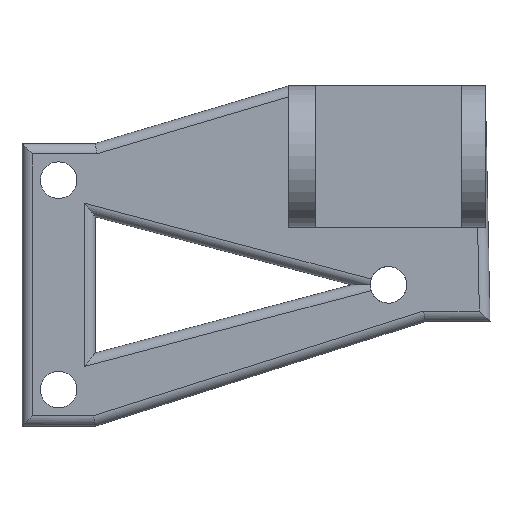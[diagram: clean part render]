
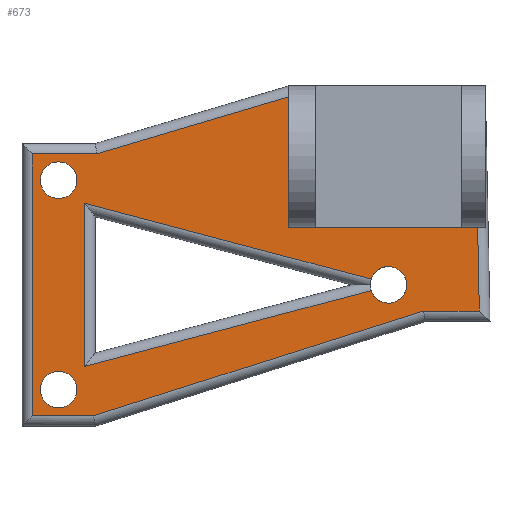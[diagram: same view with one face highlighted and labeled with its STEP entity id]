
A CAD part, top view. The second image highlights one B-rep face of the part: STEP entity #673.
In plain terms, the highlighted planar face has unit normal (0, 0, 1).
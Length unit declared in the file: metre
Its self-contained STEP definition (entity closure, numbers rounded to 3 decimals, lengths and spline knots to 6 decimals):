
#46=CIRCLE('',#738,0.00175);
#47=CIRCLE('',#740,0.00175);
#48=CIRCLE('',#744,0.00175);
#183=ORIENTED_EDGE('',*,*,#312,.T.);
#184=ORIENTED_EDGE('',*,*,#313,.T.);
#185=ORIENTED_EDGE('',*,*,#246,.F.);
#186=ORIENTED_EDGE('',*,*,#258,.T.);
#187=ORIENTED_EDGE('',*,*,#314,.T.);
#188=ORIENTED_EDGE('',*,*,#315,.T.);
#189=ORIENTED_EDGE('',*,*,#316,.T.);
#190=ORIENTED_EDGE('',*,*,#317,.T.);
#191=ORIENTED_EDGE('',*,*,#318,.T.);
#192=ORIENTED_EDGE('',*,*,#319,.T.);
#193=ORIENTED_EDGE('',*,*,#320,.T.);
#194=ORIENTED_EDGE('',*,*,#306,.T.);
#195=ORIENTED_EDGE('',*,*,#321,.T.);
#196=ORIENTED_EDGE('',*,*,#305,.T.);
#197=ORIENTED_EDGE('',*,*,#311,.T.);
#246=EDGE_CURVE('',#336,#337,#396,.T.);
#258=EDGE_CURVE('',#336,#346,#402,.T.);
#305=EDGE_CURVE('',#378,#378,#46,.T.);
#306=EDGE_CURVE('',#379,#380,#47,.T.);
#311=EDGE_CURVE('',#382,#382,#48,.T.);
#312=EDGE_CURVE('',#383,#384,#441,.T.);
#313=EDGE_CURVE('',#384,#337,#442,.T.);
#314=EDGE_CURVE('',#346,#385,#443,.T.);
#315=EDGE_CURVE('',#385,#386,#444,.F.);
#316=EDGE_CURVE('',#386,#387,#445,.T.);
#317=EDGE_CURVE('',#387,#388,#446,.T.);
#318=EDGE_CURVE('',#388,#383,#447,.F.);
#319=EDGE_CURVE('',#389,#390,#448,.T.);
#320=EDGE_CURVE('',#390,#379,#449,.F.);
#321=EDGE_CURVE('',#380,#389,#450,.F.);
#336=VERTEX_POINT('',#975);
#337=VERTEX_POINT('',#977);
#346=VERTEX_POINT('',#1001);
#378=VERTEX_POINT('',#1101);
#379=VERTEX_POINT('',#1104);
#380=VERTEX_POINT('',#1105);
#382=VERTEX_POINT('',#1121);
#383=VERTEX_POINT('',#1124);
#384=VERTEX_POINT('',#1125);
#385=VERTEX_POINT('',#1128);
#386=VERTEX_POINT('',#1130);
#387=VERTEX_POINT('',#1132);
#388=VERTEX_POINT('',#1134);
#389=VERTEX_POINT('',#1137);
#390=VERTEX_POINT('',#1138);
#396=LINE('',#976,#456);
#402=LINE('',#1000,#462);
#441=LINE('',#1123,#501);
#442=LINE('',#1126,#502);
#443=LINE('',#1127,#503);
#444=LINE('',#1129,#504);
#445=LINE('',#1131,#505);
#446=LINE('',#1133,#506);
#447=LINE('',#1135,#507);
#448=LINE('',#1136,#508);
#449=LINE('',#1139,#509);
#450=LINE('',#1140,#510);
#456=VECTOR('',#774,1.);
#462=VECTOR('',#798,1.);
#501=VECTOR('',#915,1.);
#502=VECTOR('',#916,1.);
#503=VECTOR('',#917,1.);
#504=VECTOR('',#918,1.);
#505=VECTOR('',#919,1.);
#506=VECTOR('',#920,1.);
#507=VECTOR('',#921,1.);
#508=VECTOR('',#922,1.);
#509=VECTOR('',#923,1.);
#510=VECTOR('',#924,1.);
#553=EDGE_LOOP('',(#183,#184,#185,#186,#187,#188,#189,#190,#191));
#554=EDGE_LOOP('',(#192,#193,#194,#195));
#555=EDGE_LOOP('',(#196));
#556=EDGE_LOOP('',(#197));
#609=FACE_BOUND('',#553,.T.);
#610=FACE_BOUND('',#554,.T.);
#611=FACE_BOUND('',#555,.T.);
#612=FACE_BOUND('',#556,.T.);
#643=PLANE('',#745);
#673=ADVANCED_FACE('',(#609,#610,#611,#612),#643,.F.);
#738=AXIS2_PLACEMENT_3D('',#1100,#897,#898);
#740=AXIS2_PLACEMENT_3D('',#1103,#901,#902);
#744=AXIS2_PLACEMENT_3D('',#1120,#911,#912);
#745=AXIS2_PLACEMENT_3D('',#1122,#913,#914);
#774=DIRECTION('',(1.,0.,0.));
#798=DIRECTION('',(0.,1.,0.));
#897=DIRECTION('',(0.,0.,-1.));
#898=DIRECTION('',(-1.,0.,0.));
#901=DIRECTION('',(0.,0.,-1.));
#902=DIRECTION('',(-1.,0.,0.));
#911=DIRECTION('',(0.,0.,-1.));
#912=DIRECTION('',(-1.,0.,0.));
#913=DIRECTION('',(0.,0.,-1.));
#914=DIRECTION('',(1.,0.,0.));
#915=DIRECTION('',(1.,0.,0.));
#916=DIRECTION('',(-0.02,1.,0.));
#917=DIRECTION('',(-0.959,-0.285,0.));
#918=DIRECTION('',(1.,0.,0.));
#919=DIRECTION('',(0.,-1.,0.));
#920=DIRECTION('',(1.,0.,0.));
#921=DIRECTION('',(-0.953,-0.303,0.));
#922=DIRECTION('',(0.,1.,0.));
#923=DIRECTION('',(-0.967,0.256,0.));
#924=DIRECTION('',(0.967,0.256,0.));
#975=CARTESIAN_POINT('',(-0.0165,0.,0.001));
#976=CARTESIAN_POINT('',(0.00225,0.,0.001));
#977=CARTESIAN_POINT('',(0.001519,0.,0.001));
#1000=CARTESIAN_POINT('',(-0.0165,0.00675,0.001));
#1001=CARTESIAN_POINT('',(-0.0165,0.012457,0.001));
#1100=CARTESIAN_POINT('',(-0.0385,0.0045,0.001));
#1101=CARTESIAN_POINT('',(-0.04025,0.0045,0.001));
#1103=CARTESIAN_POINT('',(-0.007,-0.0055,0.001));
#1104=CARTESIAN_POINT('',(-0.008662,-0.004953,0.001));
#1105=CARTESIAN_POINT('',(-0.008662,-0.006047,0.001));
#1120=CARTESIAN_POINT('',(-0.0385,-0.0155,0.001));
#1121=CARTESIAN_POINT('',(-0.04025,-0.0155,0.001));
#1122=CARTESIAN_POINT('',(-0.019651,-0.00275,0.001));
#1123=CARTESIAN_POINT('',(-0.019651,-0.008,0.001));
#1124=CARTESIAN_POINT('',(-0.003655,-0.008,0.001));
#1125=CARTESIAN_POINT('',(0.001679,-0.008,0.001));
#1126=CARTESIAN_POINT('',(0.001565,-0.002327,0.001));
#1127=CARTESIAN_POINT('',(-0.023549,0.010361,0.001));
#1128=CARTESIAN_POINT('',(-0.034854,0.007,0.001));
#1129=CARTESIAN_POINT('',(-0.042,0.007,0.001));
#1130=CARTESIAN_POINT('',(-0.041,0.007,0.001));
#1131=CARTESIAN_POINT('',(-0.041,-0.00275,0.001));
#1132=CARTESIAN_POINT('',(-0.041,-0.018,0.001));
#1133=CARTESIAN_POINT('',(-0.019651,-0.018,0.001));
#1134=CARTESIAN_POINT('',(-0.035155,-0.018,0.001));
#1135=CARTESIAN_POINT('',(-0.003803,-0.008047,0.001));
#1136=CARTESIAN_POINT('',(-0.036,-0.00275,0.001));
#1137=CARTESIAN_POINT('',(-0.036,-0.0133,0.001));
#1138=CARTESIAN_POINT('',(-0.036,0.0023,0.001));
#1139=CARTESIAN_POINT('',(-0.010244,-0.004533,0.001));
#1140=CARTESIAN_POINT('',(-0.034744,-0.012967,0.001));
